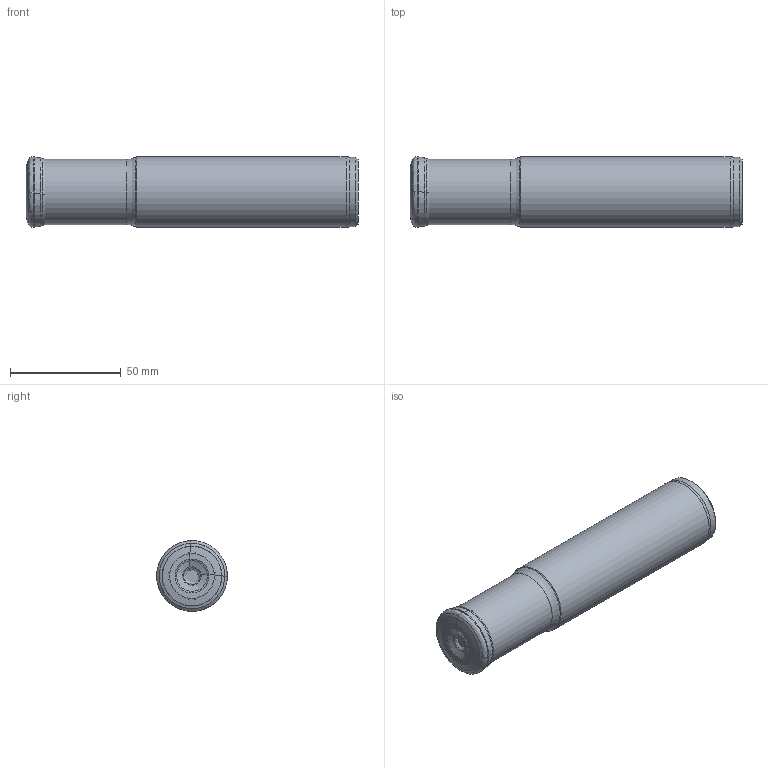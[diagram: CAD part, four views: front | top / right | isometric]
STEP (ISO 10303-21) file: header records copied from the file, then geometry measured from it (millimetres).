
FILE_DESCRIPTION(/* description */ (''),/* implementation_level */ '2;1');
FILE_NAME(/* name */ 'AHFMC-JD1204-D32-C32-L150-Z02.stp',/* time_stamp */ '2023-10-27T21:29:42+03:00',/* author */ (''),/* organization */ (''),/* preprocessor_version */ 'ST-DEVELOPER v19.4',/* originating_system */ 'SIEMENS PLM Software NX2306.5001',/* authorisation */ '');
FILE_SCHEMA (('AUTOMOTIVE_DESIGN { 1 0 10303 214 3 1 1 1 }'));
Length unit declared in the file: millimetre
Products named in the file (1): AHFMC-JD1204-D32-C32-L150-Z02-LIGHT_x_t_objects
Bounding box: 150 x 32 x 32 mm (x, y, z)
Volume: 121377.4 mm3; surface area: 18493.7 mm2
Topology: 2 solids, 2 shells, 58 faces, 113 edges, 57 vertices
Faces by surface type: bspline 45, torus 4, cylinder 3, plane 2, cone 2, revolution 2
Full cylindrical faces by diameter (mm): 29.4 x1, 31.5 x1, 32 x1
Entity records: 1893 total; most frequent: CARTESIAN_POINT 870, ORIENTED_EDGE 198, DIRECTION 194, EDGE_CURVE 99, AXIS2_PLACEMENT_3D 81, EDGE_LOOP 72, CIRCLE 69, ADVANCED_FACE 58
